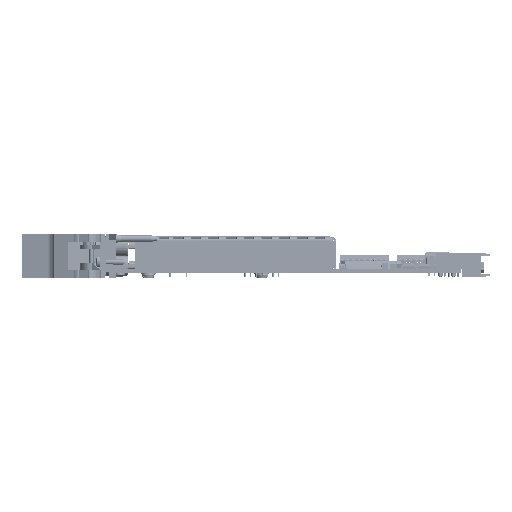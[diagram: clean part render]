
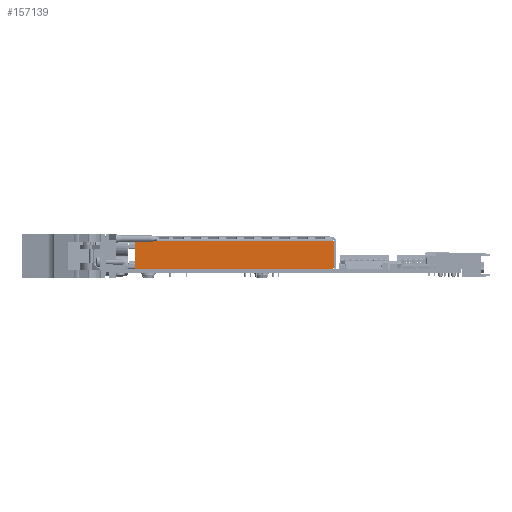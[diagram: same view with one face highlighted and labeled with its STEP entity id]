
A CAD part, front view. The second image highlights one B-rep face of the part: STEP entity #157139.
In plain terms, the highlighted planar face has unit normal (0, -1, 0).
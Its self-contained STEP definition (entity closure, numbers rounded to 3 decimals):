
#356 = ORIENTED_EDGE ( 'NONE', *, *, #207828, .T. ) ;
#357 = ORIENTED_EDGE ( 'NONE', *, *, #207811, .T. ) ;
#358 = ORIENTED_EDGE ( 'NONE', *, *, #207832, .F. ) ;
#359 = ORIENTED_EDGE ( 'NONE', *, *, #207836, .F. ) ;
#360 = ORIENTED_EDGE ( 'NONE', *, *, #207841, .T. ) ;
#361 = ORIENTED_EDGE ( 'NONE', *, *, #207852, .T. ) ;
#39336 = CARTESIAN_POINT ( 'NONE',  ( 36.308, -14.723, -31.322 ) ) ;
#49741 = EDGE_LOOP ( 'NONE', ( #356, #357, #358, #359, #360, #361 ) ) ;
#97768 = CIRCLE ( 'NONE', #137963, 1. ) ;
#97777 = LINE ( 'NONE', #101442, #97790 ) ;
#97787 = LINE ( 'NONE', #101465, #97794 ) ;
#97790 = VECTOR ( 'NONE', #101458, 1000. ) ;
#97791 = LINE ( 'NONE', #101471, #97801 ) ;
#97794 = VECTOR ( 'NONE', #101468, 1000. ) ;
#97797 = LINE ( 'NONE', #101479, #97806 ) ;
#97801 = VECTOR ( 'NONE', #101476, 1000. ) ;
#97806 = VECTOR ( 'NONE', #101482, 1000. ) ;
#97812 = CIRCLE ( 'NONE', #137980, 1. ) ;
#101428 = CARTESIAN_POINT ( 'NONE',  ( 35.308, -14.723, -31.322 ) ) ;
#101431 = DIRECTION ( 'NONE',  ( 0., -1., 0. ) ) ;
#101433 = DIRECTION ( 'NONE',  ( 0., 0., -1. ) ) ;
#101442 = CARTESIAN_POINT ( 'NONE',  ( -54.621, -14.723, -32.322 ) ) ;
#101458 = DIRECTION ( 'NONE',  ( 1., 0., 0. ) ) ;
#101465 = CARTESIAN_POINT ( 'NONE',  ( 36.308, -14.723, -19.322 ) ) ;
#101468 = DIRECTION ( 'NONE',  ( 0., 0., -1. ) ) ;
#101471 = CARTESIAN_POINT ( 'NONE',  ( 37.379, -14.723, -19.322 ) ) ;
#101476 = DIRECTION ( 'NONE',  ( 1., 0., 0. ) ) ;
#101479 = CARTESIAN_POINT ( 'NONE',  ( -54.621, -14.723, -18.322 ) ) ;
#101482 = DIRECTION ( 'NONE',  ( 0., 0., -1. ) ) ;
#101506 = CARTESIAN_POINT ( 'NONE',  ( -53.621, -14.723, -31.322 ) ) ;
#101509 = DIRECTION ( 'NONE',  ( 0., -1., 0. ) ) ;
#101511 = DIRECTION ( 'NONE',  ( 0., 0., -1. ) ) ;
#115225 = PLANE ( 'NONE',  #132297 ) ;
#115233 = CARTESIAN_POINT ( 'NONE',  ( -54.621, -14.723, -18.322 ) ) ;
#115234 = DIRECTION ( 'NONE',  ( 0., 1., 0. ) ) ;
#115235 = DIRECTION ( 'NONE',  ( 0., 0., -1. ) ) ;
#132297 = AXIS2_PLACEMENT_3D ( 'NONE', #115233, #115234, #115235 ) ;
#137963 = AXIS2_PLACEMENT_3D ( 'NONE', #101428, #101431, #101433 ) ;
#137980 = AXIS2_PLACEMENT_3D ( 'NONE', #101506, #101509, #101511 ) ;
#139336 = FACE_OUTER_BOUND ( 'NONE', #49741, .T. ) ;
#155550 = VERTEX_POINT ( 'NONE', #39336 ) ;
#157139 = ADVANCED_FACE ( 'NONE', ( #139336 ), #115225, .F. ) ;
#180211 = CARTESIAN_POINT ( 'NONE',  ( -53.621, -14.723, -32.322 ) ) ;
#180318 = CARTESIAN_POINT ( 'NONE',  ( -54.621, -14.723, -19.322 ) ) ;
#180322 = CARTESIAN_POINT ( 'NONE',  ( -54.621, -14.723, -31.322 ) ) ;
#180333 = CARTESIAN_POINT ( 'NONE',  ( 36.308, -14.723, -19.322 ) ) ;
#180351 = CARTESIAN_POINT ( 'NONE',  ( 35.308, -14.723, -32.322 ) ) ;
#180791 = VERTEX_POINT ( 'NONE', #180211 ) ;
#180944 = VERTEX_POINT ( 'NONE', #180318 ) ;
#180954 = VERTEX_POINT ( 'NONE', #180322 ) ;
#180959 = VERTEX_POINT ( 'NONE', #180333 ) ;
#180987 = VERTEX_POINT ( 'NONE', #180351 ) ;
#207811 = EDGE_CURVE ( 'NONE', #180987, #155550, #97768, .T. ) ;
#207828 = EDGE_CURVE ( 'NONE', #180791, #180987, #97777, .T. ) ;
#207832 = EDGE_CURVE ( 'NONE', #180959, #155550, #97787, .T. ) ;
#207836 = EDGE_CURVE ( 'NONE', #180944, #180959, #97791, .T. ) ;
#207841 = EDGE_CURVE ( 'NONE', #180944, #180954, #97797, .T. ) ;
#207852 = EDGE_CURVE ( 'NONE', #180954, #180791, #97812, .T. ) ;
